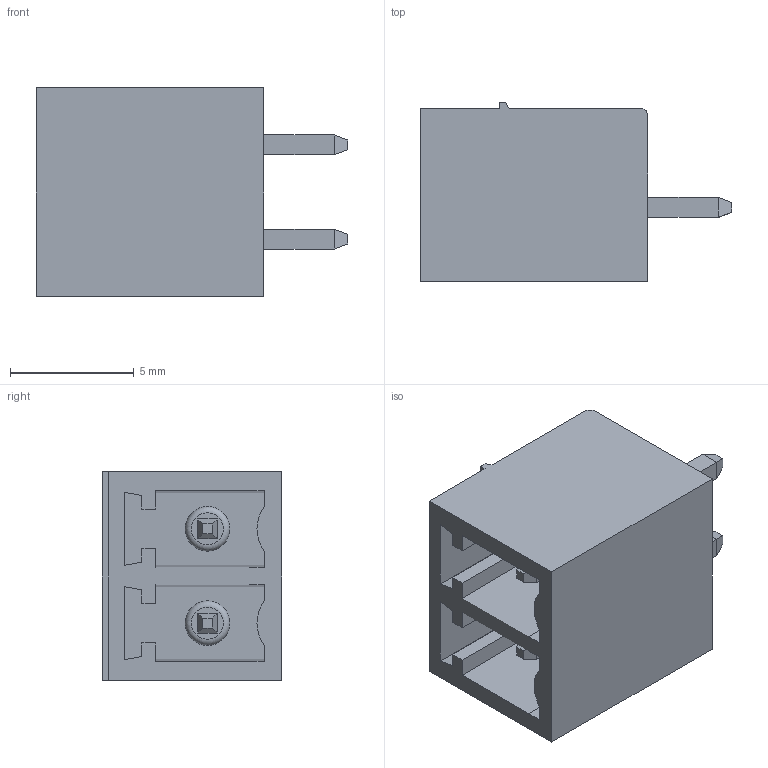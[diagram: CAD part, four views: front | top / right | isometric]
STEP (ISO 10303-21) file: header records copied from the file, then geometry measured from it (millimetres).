
FILE_DESCRIPTION( ( 'STEP AP203' ), '1' );
FILE_NAME( 'PV02-3.81-V-P.stp', ' ', ( ' ' ), ( ' ' ), 'PSStep 15.0.49', 'VISI 20.0', ' ' );
FILE_SCHEMA( ( 'AUTOMOTIVE_DESIGN { 1 0 10303 214 1 1 1 1 }' ) );
Length unit declared in the file: millimetre
Products named in the file (1): 1
Bounding box: 12.6 x 7.25 x 8.42 mm (x, y, z)
Volume: 343.7 mm3; surface area: 732.6 mm2
Topology: 1 solids, 1 shells, 95 faces, 235 edges, 150 vertices
Faces by surface type: plane 88, cylinder 5, torus 2
Full cylindrical faces by diameter (mm): 1.8 x2
Entity records: 3480 total; most frequent: CARTESIAN_POINT 473, ORIENTED_EDGE 458, DIRECTION 433, EDGE_CURVE 229, LINE 217, VECTOR 217, VERTEX_POINT 148, AXIS2_PLACEMENT_3D 108
